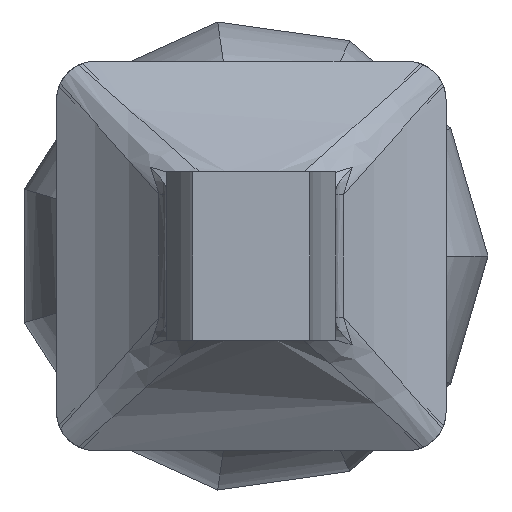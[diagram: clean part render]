
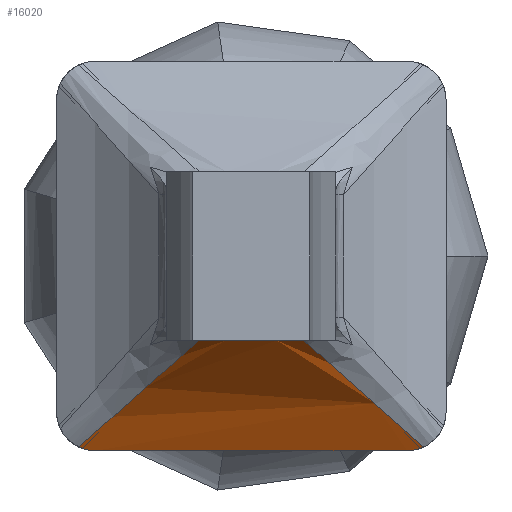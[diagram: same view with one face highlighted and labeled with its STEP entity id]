
A CAD part, front view. The second image highlights one B-rep face of the part: STEP entity #16020.
In plain terms, the highlighted free-form (B-spline) face has degree [3, 3] with [4, 5] control points.
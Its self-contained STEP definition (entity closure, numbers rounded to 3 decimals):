
#271 = ORIENTED_EDGE ( 'NONE', *, *, #8092, .T. ) ;
#401 = CARTESIAN_POINT ( 'NONE',  ( 12., -25., -15. ) ) ;
#484 = CARTESIAN_POINT ( 'NONE',  ( -12., -25., -15. ) ) ;
#500 = CARTESIAN_POINT ( 'NONE',  ( 3.315, -38.426, -3.315 ) ) ;
#542 = CARTESIAN_POINT ( 'NONE',  ( -12.879, -25.065, -14.877 ) ) ;
#1067 = CARTESIAN_POINT ( 'NONE',  ( -11.355, -26.151, -13.001 ) ) ;
#1386 = CARTESIAN_POINT ( 'NONE',  ( -4.403, -31.991, -6.828 ) ) ;
#2189 = CARTESIAN_POINT ( 'NONE',  ( -1.105, -38.426, -3.315 ) ) ;
#2337 = CARTESIAN_POINT ( 'NONE',  ( 4., -25., -15. ) ) ;
#2351 = CARTESIAN_POINT ( 'NONE',  ( 2.5, -42.5, -2.5 ) ) ;
#2574 = ORIENTED_EDGE ( 'NONE', *, *, #22912, .T. ) ;
#2813 = EDGE_CURVE ( 'NONE', #18731, #22205, #23739, .T. ) ;
#2984 = CARTESIAN_POINT ( 'NONE',  ( -6.002, -30.271, -8.244 ) ) ;
#3570 = B_SPLINE_CURVE_WITH_KNOTS ( 'NONE', 3,
 ( #5243, #5085, #18016, #6942 ),
 .UNSPECIFIED., .F., .F.,
 ( 4, 4 ),
 ( 0., 0.006 ),
 .UNSPECIFIED. ) ;
#3996 = VERTEX_POINT ( 'NONE', #4492 ) ;
#4157 = CARTESIAN_POINT ( 'NONE',  ( -13.085, -25.103, -14.805 ) ) ;
#4260 = VERTEX_POINT ( 'NONE', #11747 ) ;
#4492 = CARTESIAN_POINT ( 'NONE',  ( -2.973, -33.972, -5.567 ) ) ;
#4679 = CARTESIAN_POINT ( 'NONE',  ( 12., -25., -15. ) ) ;
#4761 = CARTESIAN_POINT ( 'NONE',  ( 13.282, -25.153, -14.712 ) ) ;
#4938 = CARTESIAN_POINT ( 'NONE',  ( 12.875, -25.064, -14.878 ) ) ;
#5035 = CARTESIAN_POINT ( 'NONE',  ( -3.656, -32.933, -6.17 ) ) ;
#5085 = CARTESIAN_POINT ( 'NONE',  ( 0.991, -33.972, -5.567 ) ) ;
#5117 = CARTESIAN_POINT ( 'NONE',  ( -6.841, -29.472, -8.988 ) ) ;
#5243 = CARTESIAN_POINT ( 'NONE',  ( 2.973, -33.972, -5.567 ) ) ;
#5727 = EDGE_LOOP ( 'NONE', ( #271, #13502, #2574, #17149, #9998, #7420 ) ) ;
#5823 = B_SPLINE_CURVE_WITH_KNOTS ( 'NONE', 3,
 ( #484, #13411, #2337, #401 ),
 .UNSPECIFIED., .F., .F.,
 ( 4, 4 ),
 ( 0.1, 0.9 ),
 .UNSPECIFIED. ) ;
#5931 = CARTESIAN_POINT ( 'NONE',  ( 2.026, -31.61, -6.078 ) ) ;
#6194 = CARTESIAN_POINT ( 'NONE',  ( 13.282, -25.153, -14.712 ) ) ;
#6942 = CARTESIAN_POINT ( 'NONE',  ( -2.973, -33.972, -5.567 ) ) ;
#6964 = CARTESIAN_POINT ( 'NONE',  ( -7.273, -29.089, -9.371 ) ) ;
#7420 = ORIENTED_EDGE ( 'NONE', *, *, #2813, .T. ) ;
#7672 = CARTESIAN_POINT ( 'NONE',  ( -12.449, -25.013, -14.974 ) ) ;
#7807 = CARTESIAN_POINT ( 'NONE',  ( -15., -25., -15. ) ) ;
#8092 = EDGE_CURVE ( 'NONE', #22205, #9395, #8743, .T. ) ;
#8743 = B_SPLINE_CURVE_WITH_KNOTS ( 'NONE', 3,
 ( #6194, #13692, #20807, #19276, #11678, #9750, #10076, #22968, #22651, #22814, #11603, #15718 ),
 .UNSPECIFIED., .F., .F.,
 ( 4, 2, 2, 2, 2, 4 ),
 ( 0., 0.004, 0.008, 0.01, 0.012, 0.017 ),
 .UNSPECIFIED. ) ;
#8976 = CARTESIAN_POINT ( 'NONE',  ( 13.282, -25.153, -14.712 ) ) ;
#9004 = EDGE_CURVE ( 'NONE', #4260, #9545, #11374, .T. ) ;
#9395 = VERTEX_POINT ( 'NONE', #20223 ) ;
#9430 = CARTESIAN_POINT ( 'NONE',  ( -12., -25., -15. ) ) ;
#9545 = VERTEX_POINT ( 'NONE', #22866 ) ;
#9641 = CARTESIAN_POINT ( 'NONE',  ( -3.883, -26.759, -11.648 ) ) ;
#9750 = CARTESIAN_POINT ( 'NONE',  ( 7.272, -29.09, -9.37 ) ) ;
#9998 = ORIENTED_EDGE ( 'NONE', *, *, #11139, .T. ) ;
#10076 = CARTESIAN_POINT ( 'NONE',  ( 6.84, -29.474, -8.987 ) ) ;
#11139 = EDGE_CURVE ( 'NONE', #9545, #18731, #5823, .T. ) ;
#11290 = CARTESIAN_POINT ( 'NONE',  ( -12.225, -25., -15. ) ) ;
#11374 = B_SPLINE_CURVE_WITH_KNOTS ( 'NONE', 3,
 ( #22499, #4157, #542, #7672, #11290, #9430 ),
 .UNSPECIFIED., .F., .F.,
 ( 4, 2, 4 ),
 ( 0.001, 0.002, 0.002 ),
 .UNSPECIFIED. ) ;
#11603 = CARTESIAN_POINT ( 'NONE',  ( 3.655, -32.934, -6.169 ) ) ;
#11678 = CARTESIAN_POINT ( 'NONE',  ( 8.591, -27.994, -10.542 ) ) ;
#11747 = CARTESIAN_POINT ( 'NONE',  ( -13.282, -25.153, -14.712 ) ) ;
#12127 = CARTESIAN_POINT ( 'NONE',  ( 12.445, -25.013, -14.975 ) ) ;
#12804 = CARTESIAN_POINT ( 'NONE',  ( -6.078, -31.61, -6.078 ) ) ;
#13182 = CARTESIAN_POINT ( 'NONE',  ( 11.648, -26.759, -11.648 ) ) ;
#13411 = CARTESIAN_POINT ( 'NONE',  ( -4., -25., -15. ) ) ;
#13421 = CARTESIAN_POINT ( 'NONE',  ( -0.833, -42.5, -2.5 ) ) ;
#13502 = ORIENTED_EDGE ( 'NONE', *, *, #23346, .T. ) ;
#13692 = CARTESIAN_POINT ( 'NONE',  ( 12.307, -25.623, -13.847 ) ) ;
#13982 = CARTESIAN_POINT ( 'NONE',  ( -12.307, -25.623, -13.848 ) ) ;
#14297 = CARTESIAN_POINT ( 'NONE',  ( -5.593, -30.687, -7.881 ) ) ;
#15036 = CARTESIAN_POINT ( 'NONE',  ( 6.078, -31.61, -6.078 ) ) ;
#15718 = CARTESIAN_POINT ( 'NONE',  ( 2.973, -33.972, -5.567 ) ) ;
#15858 = CARTESIAN_POINT ( 'NONE',  ( -13.282, -25.153, -14.712 ) ) ;
#16020 = ADVANCED_FACE ( 'NONE', ( #21891 ), #23275, .F. ) ;
#16101 = CARTESIAN_POINT ( 'NONE',  ( -2.973, -33.972, -5.567 ) ) ;
#16759 = CARTESIAN_POINT ( 'NONE',  ( -2.026, -31.61, -6.078 ) ) ;
#16838 = CARTESIAN_POINT ( 'NONE',  ( 5., -25., -15. ) ) ;
#17003 = CARTESIAN_POINT ( 'NONE',  ( 3.883, -26.759, -11.648 ) ) ;
#17149 = ORIENTED_EDGE ( 'NONE', *, *, #9004, .T. ) ;
#18016 = CARTESIAN_POINT ( 'NONE',  ( -0.991, -33.972, -5.567 ) ) ;
#18301 = B_SPLINE_CURVE_WITH_KNOTS ( 'NONE', 3,
 ( #16101, #5035, #1386, #14297, #2984, #5117, #6964, #19881, #23191, #1067, #13982, #15858 ),
 .UNSPECIFIED., .F., .F.,
 ( 4, 2, 2, 2, 2, 4 ),
 ( 0.001, 0.006, 0.008, 0.01, 0.014, 0.018 ),
 .UNSPECIFIED. ) ;
#18731 = VERTEX_POINT ( 'NONE', #20584 ) ;
#19276 = CARTESIAN_POINT ( 'NONE',  ( 9.496, -27.337, -11.348 ) ) ;
#19468 = CARTESIAN_POINT ( 'NONE',  ( 12.225, -25., -15. ) ) ;
#19881 = CARTESIAN_POINT ( 'NONE',  ( -8.592, -27.993, -10.543 ) ) ;
#20223 = CARTESIAN_POINT ( 'NONE',  ( 2.973, -33.972, -5.567 ) ) ;
#20454 = CARTESIAN_POINT ( 'NONE',  ( -5., -25., -15. ) ) ;
#20584 = CARTESIAN_POINT ( 'NONE',  ( 12., -25., -15. ) ) ;
#20689 = CARTESIAN_POINT ( 'NONE',  ( -11.648, -26.759, -11.648 ) ) ;
#20807 = CARTESIAN_POINT ( 'NONE',  ( 11.355, -26.152, -13.001 ) ) ;
#21891 = FACE_OUTER_BOUND ( 'NONE', #5727, .T. ) ;
#21989 = CARTESIAN_POINT ( 'NONE',  ( -2.5, -42.5, -2.5 ) ) ;
#22205 = VERTEX_POINT ( 'NONE', #8976 ) ;
#22371 = CARTESIAN_POINT ( 'NONE',  ( 15., -25., -15. ) ) ;
#22461 = CARTESIAN_POINT ( 'NONE',  ( 0.833, -42.5, -2.5 ) ) ;
#22499 = CARTESIAN_POINT ( 'NONE',  ( -13.282, -25.153, -14.712 ) ) ;
#22541 = CARTESIAN_POINT ( 'NONE',  ( 1.105, -38.426, -3.315 ) ) ;
#22651 = CARTESIAN_POINT ( 'NONE',  ( 5.592, -30.689, -7.88 ) ) ;
#22814 = CARTESIAN_POINT ( 'NONE',  ( 4.402, -31.993, -6.827 ) ) ;
#22866 = CARTESIAN_POINT ( 'NONE',  ( -12., -25., -15. ) ) ;
#22912 = EDGE_CURVE ( 'NONE', #3996, #4260, #18301, .T. ) ;
#22968 = CARTESIAN_POINT ( 'NONE',  ( 6.001, -30.272, -8.242 ) ) ;
#23090 = CARTESIAN_POINT ( 'NONE',  ( 13.086, -25.103, -14.805 ) ) ;
#23191 = CARTESIAN_POINT ( 'NONE',  ( -9.497, -27.337, -11.349 ) ) ;
#23275 = B_SPLINE_SURFACE_WITH_KNOTS ( 'NONE', 3, 3, ( 
 ( #21989, #23841, #12804, #20689, #7807 ),
 ( #13421, #2189, #16759, #9641, #20454 ),
 ( #22461, #22541, #5931, #17003, #16838 ),
 ( #2351, #500, #15036, #13182, #22371 ) ),
 .UNSPECIFIED., .F., .F., .F.,
 ( 4, 4 ),
 ( 4, 1, 4 ),
 ( 0., 1. ),
 ( 0., 0.466, 1. ),
 .UNSPECIFIED. ) ;
#23346 = EDGE_CURVE ( 'NONE', #9395, #3996, #3570, .T. ) ;
#23739 = B_SPLINE_CURVE_WITH_KNOTS ( 'NONE', 3,
 ( #4679, #19468, #12127, #4938, #23090, #4761 ),
 .UNSPECIFIED., .F., .F.,
 ( 4, 2, 4 ),
 ( 0., 0.001, 0.001 ),
 .UNSPECIFIED. ) ;
#23841 = CARTESIAN_POINT ( 'NONE',  ( -3.315, -38.426, -3.315 ) ) ;
